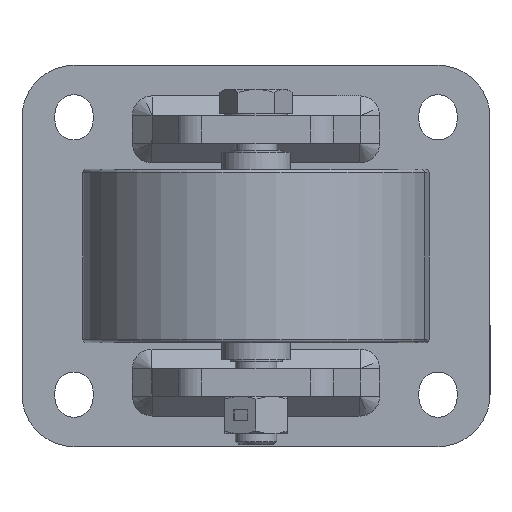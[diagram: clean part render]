
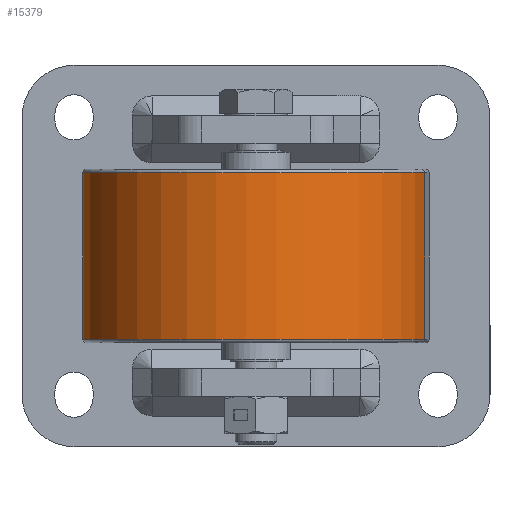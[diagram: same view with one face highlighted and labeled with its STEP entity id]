
A CAD part, front view. The second image highlights one B-rep face of the part: STEP entity #15379.
In plain terms, the highlighted cylindrical face has radius 50 mm (diameter 100 mm), a partial arc.
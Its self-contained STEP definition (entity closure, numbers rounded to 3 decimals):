
#2145 = ORIENTED_EDGE ( 'NONE', *, *, #3642, .T. ) ;
#2587 = LINE ( 'NONE', #38935, #14917 ) ;
#3642 = EDGE_CURVE ( 'NONE', #6802, #26644, #38248, .T. ) ;
#4209 = CARTESIAN_POINT ( 'NONE',  ( 0., -100., 24. ) ) ;
#4567 = AXIS2_PLACEMENT_3D ( 'NONE', #5839, #26965, #8877 ) ;
#5839 = CARTESIAN_POINT ( 'NONE',  ( 0., -100., -24. ) ) ;
#6802 = VERTEX_POINT ( 'NONE', #30824 ) ;
#6823 = CIRCLE ( 'NONE', #11839, 50. ) ;
#7128 = AXIS2_PLACEMENT_3D ( 'NONE', #35035, #31962, #29055 ) ;
#7281 = DIRECTION ( 'NONE',  ( -0.973, 0.232, 0. ) ) ;
#8811 = EDGE_CURVE ( 'NONE', #15476, #6802, #2587, .T. ) ;
#8877 = DIRECTION ( 'NONE',  ( 0.973, -0.232, 0. ) ) ;
#9261 = LINE ( 'NONE', #37923, #17293 ) ;
#9548 = ORIENTED_EDGE ( 'NONE', *, *, #37671, .F. ) ;
#11839 = AXIS2_PLACEMENT_3D ( 'NONE', #4209, #25364, #7281 ) ;
#14917 = VECTOR ( 'NONE', #23945, 1000. ) ;
#15379 = ADVANCED_FACE ( 'NONE', ( #33330 ), #22438, .T. ) ;
#15476 = VERTEX_POINT ( 'NONE', #39249 ) ;
#16736 = DIRECTION ( 'NONE',  ( 0., 0., -1. ) ) ;
#17293 = VECTOR ( 'NONE', #16736, 1000. ) ;
#21812 = VERTEX_POINT ( 'NONE', #27971 ) ;
#21973 = ORIENTED_EDGE ( 'NONE', *, *, #38600, .T. ) ;
#22438 = CYLINDRICAL_SURFACE ( 'NONE', #7128, 50. ) ;
#23874 = EDGE_LOOP ( 'NONE', ( #9548, #21973, #33934, #2145 ) ) ;
#23945 = DIRECTION ( 'NONE',  ( 0., 0., -1. ) ) ;
#25364 = DIRECTION ( 'NONE',  ( 0., 0., -1. ) ) ;
#26089 = CARTESIAN_POINT ( 'NONE',  ( 48.637, -111.594, -24. ) ) ;
#26644 = VERTEX_POINT ( 'NONE', #26089 ) ;
#26965 = DIRECTION ( 'NONE',  ( 0., 0., 1. ) ) ;
#27971 = CARTESIAN_POINT ( 'NONE',  ( 48.637, -111.594, 24. ) ) ;
#29055 = DIRECTION ( 'NONE',  ( -0.973, 0.232, 0. ) ) ;
#30824 = CARTESIAN_POINT ( 'NONE',  ( -48.637, -88.406, -24. ) ) ;
#31962 = DIRECTION ( 'NONE',  ( 0., 0., -1. ) ) ;
#33330 = FACE_OUTER_BOUND ( 'NONE', #23874, .T. ) ;
#33934 = ORIENTED_EDGE ( 'NONE', *, *, #8811, .T. ) ;
#35035 = CARTESIAN_POINT ( 'NONE',  ( 0., -100., -69.595 ) ) ;
#37671 = EDGE_CURVE ( 'NONE', #21812, #26644, #9261, .T. ) ;
#37923 = CARTESIAN_POINT ( 'NONE',  ( 48.637, -111.594, -69.595 ) ) ;
#38248 = CIRCLE ( 'NONE', #4567, 50. ) ;
#38600 = EDGE_CURVE ( 'NONE', #21812, #15476, #6823, .T. ) ;
#38935 = CARTESIAN_POINT ( 'NONE',  ( -48.637, -88.406, -69.595 ) ) ;
#39249 = CARTESIAN_POINT ( 'NONE',  ( -48.637, -88.406, 24. ) ) ;
